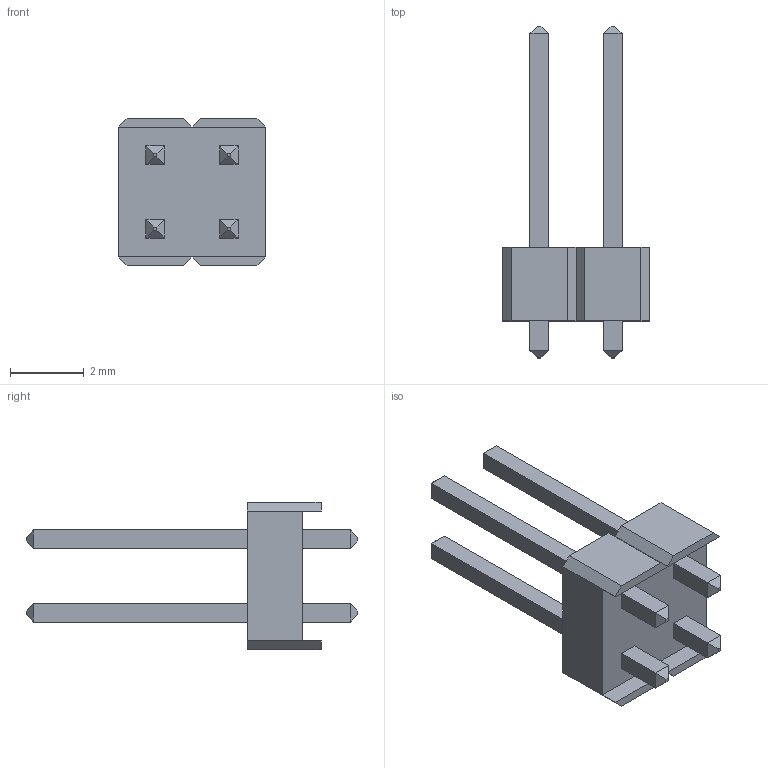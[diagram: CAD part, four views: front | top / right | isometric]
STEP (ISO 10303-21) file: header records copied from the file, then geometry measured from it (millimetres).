
FILE_DESCRIPTION(/* description */ ('STEP AP203'),/* implementation_level */ '2;1');
FILE_NAME(/* name */ 'BF050-04-A-B-0600-0100-N-G',/* time_stamp */ '2025-01-08T17:09:02+01:00',/* author */ ('License CC BY-ND 4.0'),/* organization */ ('CADENAS'),/* preprocessor_version */ 'ST-DEVELOPER v19.3',/* originating_system */ 'PARTsolutions',/* authorisation */ ' ');
FILE_SCHEMA (('CONFIG_CONTROL_DESIGN'));
Length unit declared in the file: millimetre
Products named in the file (3): BF050-04-A-B-0600-0100-N-G; BF050-04-A-B-0600-0100-N-G_H; BF050-04-A-B-0600-0100-N-G_P
Assembly tree (5 placements, depth 2):
  BF050-04-A-B-0600-0100-N-G
    BF050-04-A-B-0600-0100-N-G_H
    BF050-04-A-B-0600-0100-N-G_P  x4
Bounding box: 4 x 9 x 4 mm (x, y, z)
Volume: 31.8 mm3; surface area: 145.3 mm2
Topology: 5 solids, 5 shells, 92 faces, 214 edges, 132 vertices
Faces by surface type: plane 92
Entity records: 1606 total; most frequent: CARTESIAN_POINT 270, ORIENTED_EDGE 260, DIRECTION 242, EDGE_CURVE 130, LINE 130, VECTOR 130, VERTEX_POINT 84, EDGE_LOOP 58
